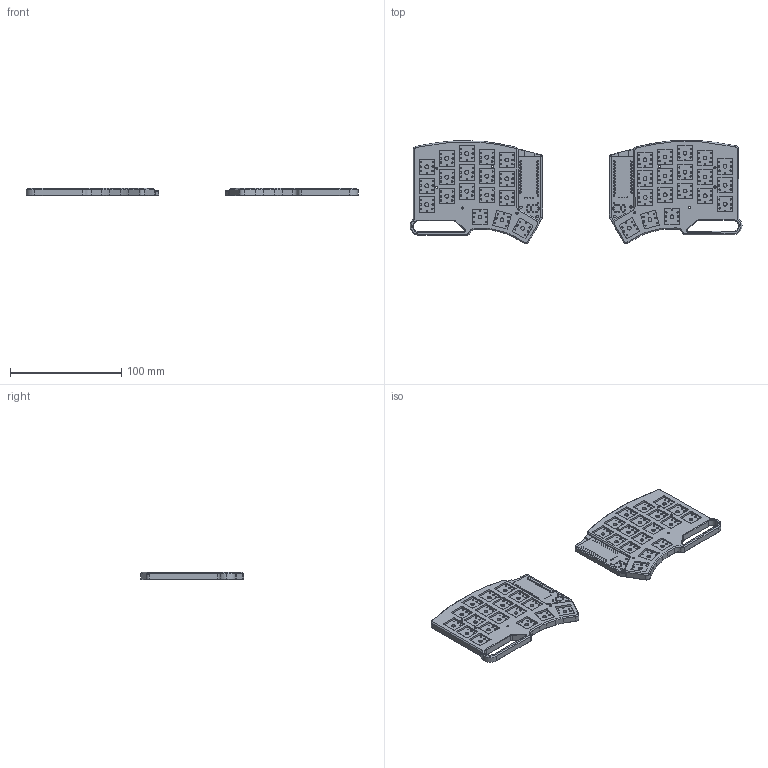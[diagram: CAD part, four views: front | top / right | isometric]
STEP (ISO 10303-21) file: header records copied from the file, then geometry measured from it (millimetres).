
FILE_DESCRIPTION(/* description */ (''),/* implementation_level */ '2;1');
FILE_NAME(/* name */ 'kettle.step',/* time_stamp */ '2021-11-28T21:21:41-05:00',/* author */ (''),/* organization */ (''),/* preprocessor_version */ 'ST-DEVELOPER v18.1',/* originating_system */ 'Autodesk Translation Framework v10.10.0.1391',/* authorisation */ '');
FILE_SCHEMA (('AUTOMOTIVE_DESIGN { 1 0 10303 214 3 1 1 }'));
Length unit declared in the file: millimetre
Products named in the file (9): kettleLP; Popcorn PCB Left; COMPOUND; Bottom Left; Top Left; Popcorn PCB Right; COMPOUND(Mirror); Bottom Right; Top Right
Assembly tree (8 placements, depth 3):
  kettleLP
    Popcorn PCB Left
      COMPOUND
    Bottom Left
    Top Left
    Popcorn PCB Right
      COMPOUND(Mirror)
    Bottom Right
    Top Right
Bounding box: 298.81 x 92.85 x 6.4 mm (x, y, z)
Volume: 65773.1 mm3; surface area: 94791.6 mm2
Topology: 6 solids, 6 shells, 1752 faces, 4924 edges, 3214 vertices
Faces by surface type: cylinder 856, plane 774, cone 106, bspline 16
Full cylindrical faces by diameter (mm): 0.813 x176, 0.991 x72, 1.2 x8, 1.27 x108, 1.3 x4, 1.702 x72, 1.9 x20, 2.2 x22, 3.429 x36, 3.5 x10, 3.65 x10, 8 x8
Entity records: 59878 total; most frequent: CARTESIAN_POINT 10519, DIRECTION 10246, ORIENTED_EDGE 9848, EDGE_CURVE 4924, AXIS2_PLACEMENT_3D 3609, VERTEX_POINT 3214, LINE 3028, VECTOR 3028
